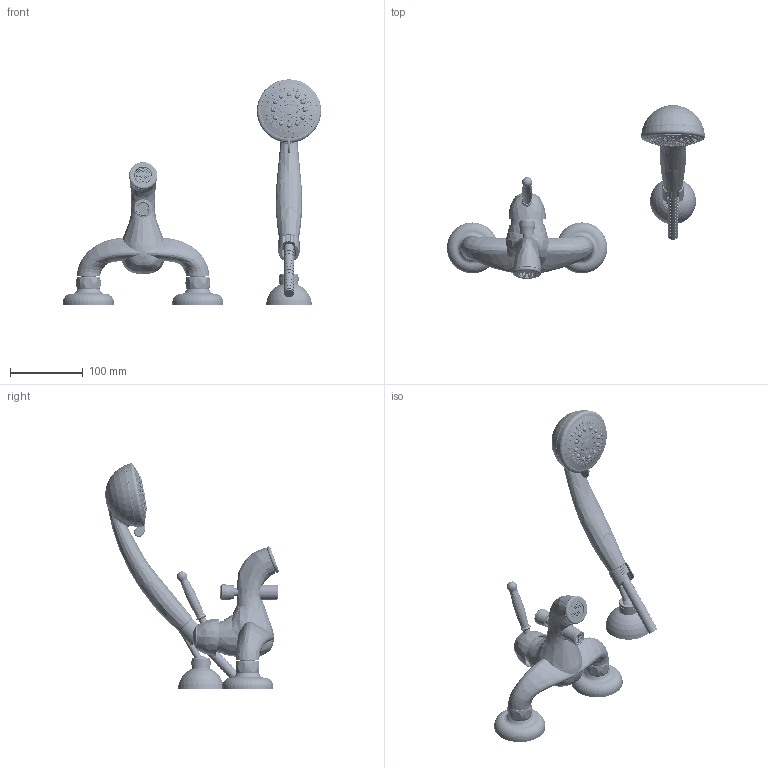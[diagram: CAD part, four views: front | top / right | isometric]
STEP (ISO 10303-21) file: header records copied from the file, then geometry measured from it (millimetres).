
FILE_DESCRIPTION((''),'2;1');
FILE_NAME('GI024CR_ASM','2021-11-10T16:56:11',('ut3'),('PAFFONI SpA'),'CREO PARAMETRIC BY PTC INC, 2020044','CREO PARAMETRIC BY PTC INC, 2020044','');
FILE_SCHEMA(('CONFIG_CONTROL_DESIGN','SHAPE_APPEARANCE_LAYERS_GROUPS'));
Length unit declared in the file: millimetre
Products named in the file (35): 3021164TO; 2081067GR; 2041541GR; 2041540GR; 2041542GR; 2041543GR; 2041800GR; 2041544GR; 4111012_A; 4111133CR_A; 4111012_C; 4111012_D; 4111012_E; 4111133CR_AF1_ASM; 2051022; 2041550GR; 2091336; 2091276; 2041548GR; 2041093GR; 2092033_AF0; 2041093SB_ASM; 2041484GR; 4061002KA-CR; 2091168; 4061002KA-CR_ASM; 5001130_CORPO; 5001130_GUARNIZIONE; 5001130_GANCIO; 5001130_ANTIFRIZIONE; 5001130_GHIERA; 5001130CR_ASM; 4071003CRDG_A; 4071646CR; GI024CR_ASM
Assembly tree (37 placements, depth 3):
  GI024CR_ASM
    3021164TO
    2081067GR
    2041541GR
    2041540GR
    2041542GR
    2041543GR
    2041800GR
    2041544GR
    4111133CR_AF1_ASM
      4111012_A
      4111133CR_A
      4111012_C
      4111012_D
      4111012_E
    2051022
    2041550GR
    2091336
    2091276
    2041548GR
    2041093SB_ASM  x2
      2041093GR
      2092033_AF0
    2041484GR  x2
    4061002KA-CR_ASM  x2
      4061002KA-CR
      2091168
    5001130CR_ASM
      5001130_CORPO
      5001130_GUARNIZIONE
      5001130_GANCIO
      5001130_ANTIFRIZIONE
      5001130_GHIERA
    4071003CRDG_A
    4071646CR
Bounding box: 354.05 x 238.04 x 309.05 mm (x, y, z)
Volume: 630090 mm3; surface area: 305475.8 mm2
Topology: 37 solids, 57 shells, 4993 faces, 13159 edges, 8377 vertices
Faces by surface type: plane 2078, cylinder 1423, cone 509, torus 386, bspline 371, sphere 126, extrusion 96, revolution 4
Entity records: 281025 total; most frequent: CARTESIAN_POINT 97571, ORIENTED_EDGE 25726, DIRECTION 24673, PRESENTATION_STYLE_ASSIGNMENT 16262, STYLED_ITEM 16242, CURVE_STYLE 13002, EDGE_CURVE 12902, AXIS2_PLACEMENT_3D 9420
